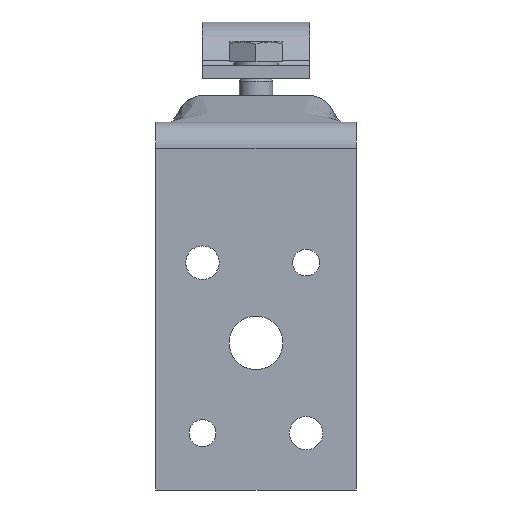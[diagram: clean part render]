
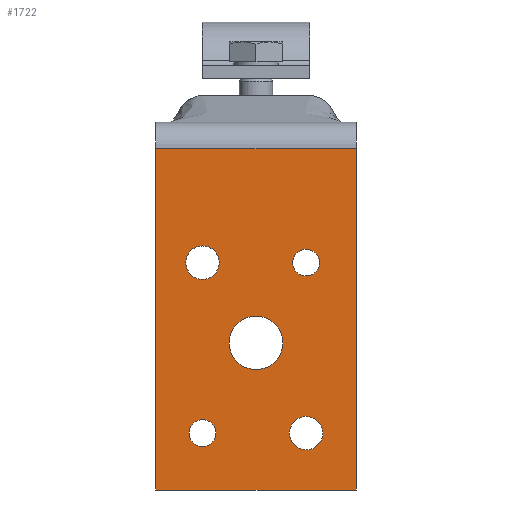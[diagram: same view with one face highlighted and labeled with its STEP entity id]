
A CAD part, front view. The second image highlights one B-rep face of the part: STEP entity #1722.
In plain terms, the highlighted planar face has unit normal (0, -1, 0).
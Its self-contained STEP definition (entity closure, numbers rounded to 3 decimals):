
#101=FACE_BOUND('',#326,.T.);
#102=FACE_BOUND('',#327,.T.);
#103=FACE_BOUND('',#328,.T.);
#104=FACE_BOUND('',#329,.T.);
#105=FACE_BOUND('',#330,.T.);
#137=PLANE('',#1956);
#214=FACE_OUTER_BOUND('',#325,.T.);
#325=EDGE_LOOP('',(#1317,#1318,#1319,#1320));
#326=EDGE_LOOP('',(#1321));
#327=EDGE_LOOP('',(#1322));
#328=EDGE_LOOP('',(#1323));
#329=EDGE_LOOP('',(#1324));
#330=EDGE_LOOP('',(#1325));
#458=LINE('',#2905,#604);
#463=LINE('',#2918,#609);
#470=LINE('',#2936,#616);
#472=LINE('',#2939,#618);
#604=VECTOR('',#2234,10.);
#609=VECTOR('',#2245,10.);
#616=VECTOR('',#2264,10.);
#618=VECTOR('',#2268,10.);
#700=CIRCLE('',#1931,2.5);
#702=CIRCLE('',#1934,2.);
#704=CIRCLE('',#1937,2.);
#706=CIRCLE('',#1940,2.5);
#708=CIRCLE('',#1943,4.);
#779=VERTEX_POINT('',#2654);
#781=VERTEX_POINT('',#2660);
#783=VERTEX_POINT('',#2666);
#785=VERTEX_POINT('',#2672);
#787=VERTEX_POINT('',#2678);
#804=VERTEX_POINT('',#2903);
#805=VERTEX_POINT('',#2904);
#810=VERTEX_POINT('',#2916);
#815=VERTEX_POINT('',#2935);
#947=EDGE_CURVE('',#779,#779,#700,.T.);
#950=EDGE_CURVE('',#781,#781,#702,.T.);
#953=EDGE_CURVE('',#783,#783,#704,.T.);
#956=EDGE_CURVE('',#785,#785,#706,.T.);
#959=EDGE_CURVE('',#787,#787,#708,.T.);
#982=EDGE_CURVE('',#804,#805,#458,.T.);
#989=EDGE_CURVE('',#810,#805,#463,.T.);
#998=EDGE_CURVE('',#804,#815,#470,.T.);
#1000=EDGE_CURVE('',#815,#810,#472,.T.);
#1317=ORIENTED_EDGE('',*,*,#982,.T.);
#1318=ORIENTED_EDGE('',*,*,#989,.F.);
#1319=ORIENTED_EDGE('',*,*,#1000,.F.);
#1320=ORIENTED_EDGE('',*,*,#998,.F.);
#1321=ORIENTED_EDGE('',*,*,#947,.T.);
#1322=ORIENTED_EDGE('',*,*,#950,.T.);
#1323=ORIENTED_EDGE('',*,*,#953,.T.);
#1324=ORIENTED_EDGE('',*,*,#956,.T.);
#1325=ORIENTED_EDGE('',*,*,#959,.T.);
#1722=ADVANCED_FACE('',(#214,#101,#102,#103,#104,#105),#137,.T.);
#1931=AXIS2_PLACEMENT_3D('',#2656,#2180,#2181);
#1934=AXIS2_PLACEMENT_3D('',#2662,#2187,#2188);
#1937=AXIS2_PLACEMENT_3D('',#2668,#2194,#2195);
#1940=AXIS2_PLACEMENT_3D('',#2674,#2201,#2202);
#1943=AXIS2_PLACEMENT_3D('',#2680,#2208,#2209);
#1956=AXIS2_PLACEMENT_3D('',#2940,#2269,#2270);
#2180=DIRECTION('center_axis',(0.,1.,0.));
#2181=DIRECTION('ref_axis',(-1.,0.,0.));
#2187=DIRECTION('center_axis',(0.,1.,0.));
#2188=DIRECTION('ref_axis',(-1.,0.,0.));
#2194=DIRECTION('center_axis',(0.,1.,0.));
#2195=DIRECTION('ref_axis',(-1.,0.,0.));
#2201=DIRECTION('center_axis',(0.,1.,0.));
#2202=DIRECTION('ref_axis',(-1.,0.,0.));
#2208=DIRECTION('center_axis',(0.,1.,0.));
#2209=DIRECTION('ref_axis',(-1.,0.,0.));
#2234=DIRECTION('',(-1.,0.,0.));
#2245=DIRECTION('',(0.,0.,1.));
#2264=DIRECTION('',(0.,0.,-1.));
#2268=DIRECTION('',(-1.,0.,0.));
#2269=DIRECTION('center_axis',(0.,-1.,0.));
#2270=DIRECTION('ref_axis',(1.,0.,0.));
#2654=CARTESIAN_POINT('',(-5.5,-36.,-23.));
#2656=CARTESIAN_POINT('Origin',(-8.,-36.,-23.));
#2660=CARTESIAN_POINT('',(9.5,-36.,-23.));
#2662=CARTESIAN_POINT('Origin',(7.5,-36.,-23.));
#2666=CARTESIAN_POINT('',(-6.,-36.,-48.5));
#2668=CARTESIAN_POINT('Origin',(-8.,-36.,-48.5));
#2672=CARTESIAN_POINT('',(10.,-36.,-48.5));
#2674=CARTESIAN_POINT('Origin',(7.5,-36.,-48.5));
#2678=CARTESIAN_POINT('',(4.,-36.,-35.));
#2680=CARTESIAN_POINT('Origin',(0.,-36.,-35.));
#2903=CARTESIAN_POINT('',(15.,-36.,-6.));
#2904=CARTESIAN_POINT('',(-15.,-36.,-6.));
#2905=CARTESIAN_POINT('',(0.,-36.,-6.));
#2916=CARTESIAN_POINT('',(-15.,-36.,-57.));
#2918=CARTESIAN_POINT('',(-15.,-36.,-1.476));
#2935=CARTESIAN_POINT('',(15.,-36.,-57.));
#2936=CARTESIAN_POINT('',(15.,-36.,-6.));
#2939=CARTESIAN_POINT('',(15.,-36.,-57.));
#2940=CARTESIAN_POINT('Origin',(0.,-36.,-29.238));
